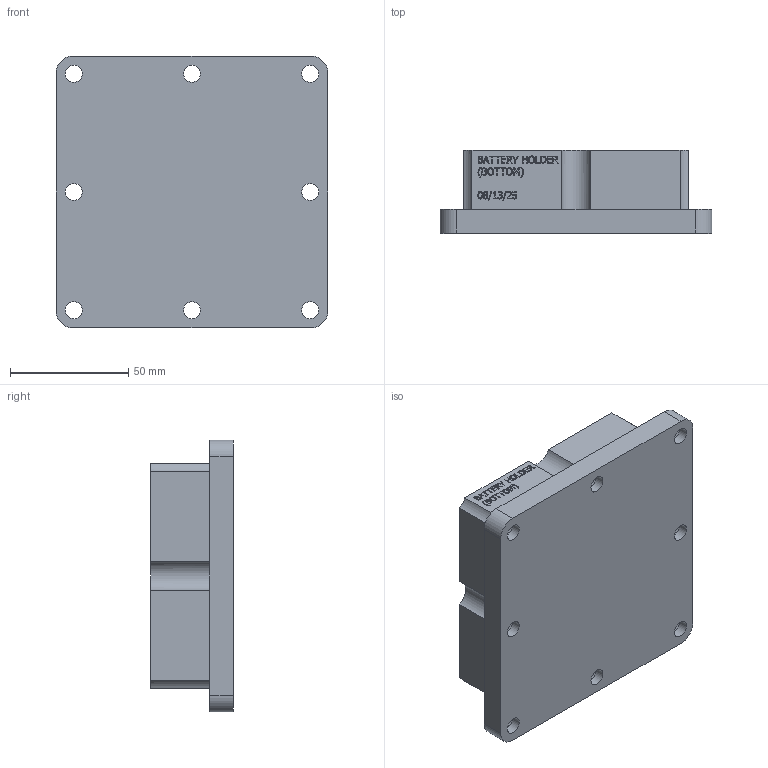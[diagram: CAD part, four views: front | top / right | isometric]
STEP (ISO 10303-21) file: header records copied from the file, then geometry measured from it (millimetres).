
FILE_DESCRIPTION(/* description */ (''),/* implementation_level */ '2;1');
FILE_NAME(/* name */ 'Battery Holder (Bottom).stp',/* time_stamp */ '2025-08-13T14:52:11-04:00',/* author */ ('mayhe'),/* organization */ (''),/* preprocessor_version */ 'ST-DEVELOPER v20',/* originating_system */ 'Autodesk Inventor 2025',/* authorisation */ '');
FILE_SCHEMA (('AUTOMOTIVE_DESIGN { 1 0 10303 214 3 1 1 }'));
Length unit declared in the file: millimetre
Products named in the file (1): Battery Holder
Bounding box: 115 x 35 x 115 mm (x, y, z)
Volume: 217726.6 mm3; surface area: 69927.6 mm2
Topology: 1 solids, 1 shells, 513 faces, 1335 edges, 884 vertices
Faces by surface type: plane 278, bspline 179, cylinder 38, cone 18
Full cylindrical faces by diameter (mm): 7.125 x8, 13 x8, 19 x18
Entity records: 16604 total; most frequent: CARTESIAN_POINT 5060, ORIENTED_EDGE 2670, DIRECTION 1757, EDGE_CURVE 1335, VERTEX_POINT 884, LINE 867, VECTOR 867, EDGE_LOOP 589
